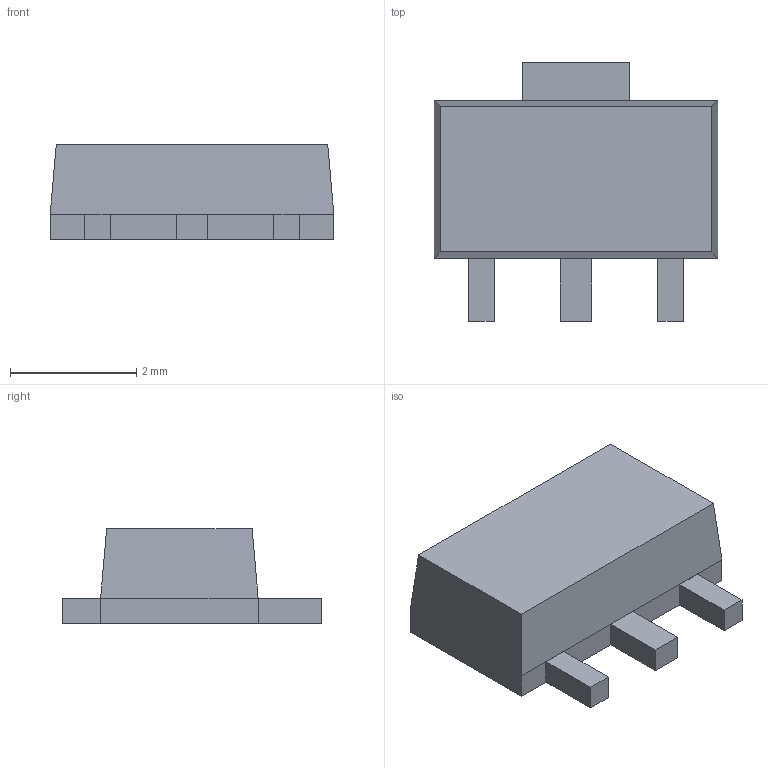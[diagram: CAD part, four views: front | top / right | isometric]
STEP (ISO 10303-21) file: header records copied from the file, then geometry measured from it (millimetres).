
FILE_DESCRIPTION(/* description */ (''),/* implementation_level */ '2;1');
FILE_NAME(/* name */ 'P204_SOT-89.stp',/* time_stamp */ '2020-07-13T14:43:08+02:00',/* author */ (''),/* organization */ (''),/* preprocessor_version */ 'ST-DEVELOPER v14',/* originating_system */ 'SIEMENS PLM Software NX 8.0',/* authorisation */ '');
FILE_SCHEMA (('AUTOMOTIVE_DESIGN { 1 0 10303 214 3 1 1 1 }'));
Length unit declared in the file: millimetre
Products named in the file (1): 204003-06123-body
Bounding box: 4.5 x 4.1 x 1.5 mm (x, y, z)
Volume: 17.1 mm3; surface area: 62.2 mm2
Topology: 4 solids, 4 shells, 46 faces, 106 edges, 68 vertices
Faces by surface type: plane 46
Entity records: 1396 total; most frequent: CARTESIAN_POINT 226, ORIENTED_EDGE 212, DIRECTION 200, EDGE_CURVE 106, LINE 106, VECTOR 106, VERTEX_POINT 68, AXIS2_PLACEMENT_3D 47
